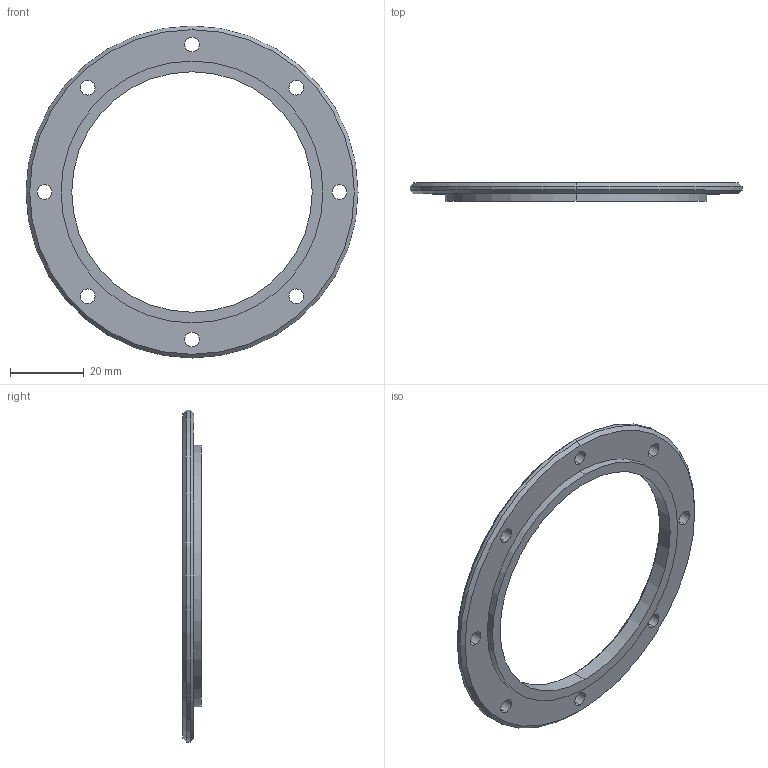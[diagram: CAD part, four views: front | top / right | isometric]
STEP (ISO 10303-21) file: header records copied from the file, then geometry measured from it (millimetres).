
FILE_DESCRIPTION (( 'STEP AP203' ), '1' );
FILE_NAME ('lowerFramebearing.STEP', '2024-10-14T02:38:26', ( 'lance' ), ( '' ), 'SwSTEP 2.0', 'SolidWorks 2021', '' );
FILE_SCHEMA (( 'CONFIG_CONTROL_DESIGN' ));
Length unit declared in the file: millimetre
Products named in the file (1): lowerFramebearing
Bounding box: 90 x 5 x 90 mm (x, y, z)
Volume: 9624.1 mm3; surface area: 8012.4 mm2
Topology: 1 solids, 1 shells, 31 faces, 78 edges, 50 vertices
Faces by surface type: cylinder 22, cone 6, plane 3
Entity records: 1067 total; most frequent: DIRECTION 192, CARTESIAN_POINT 160, ORIENTED_EDGE 156, AXIS2_PLACEMENT_3D 82, EDGE_CURVE 78, EDGE_LOOP 50, CIRCLE 50, VERTEX_POINT 50
